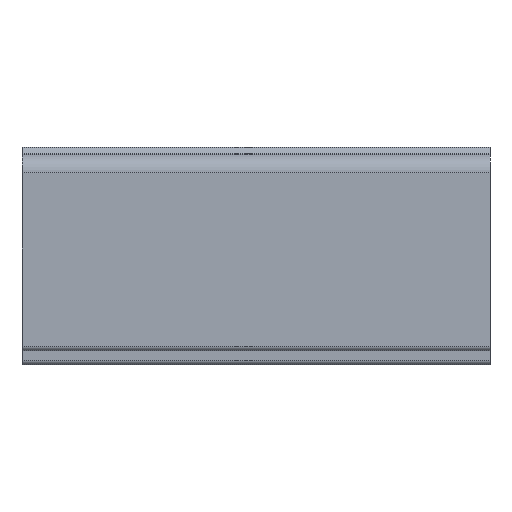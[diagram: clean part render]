
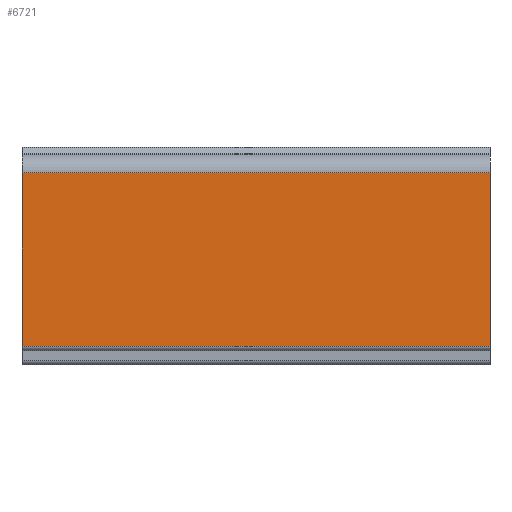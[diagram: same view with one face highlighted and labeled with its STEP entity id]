
A CAD part, front view. The second image highlights one B-rep face of the part: STEP entity #6721.
In plain terms, the highlighted planar face has unit normal (0, -1, 0).
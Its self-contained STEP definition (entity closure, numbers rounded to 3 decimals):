
#535=FACE_OUTER_BOUND('',#879,.T.);
#879=EDGE_LOOP('',(#5816,#5817,#5818,#5819));
#1422=LINE('',#10115,#2035);
#1890=LINE('',#11530,#2503);
#1891=LINE('',#11533,#2504);
#1892=LINE('',#11534,#2505);
#2035=VECTOR('',#7904,1.);
#2503=VECTOR('',#9472,1000.);
#2504=VECTOR('',#9475,1000.);
#2505=VECTOR('',#9476,1000.);
#2796=VERTEX_POINT('',#10112);
#2797=VERTEX_POINT('',#10114);
#3194=VERTEX_POINT('',#11528);
#3195=VERTEX_POINT('',#11532);
#3474=EDGE_CURVE('',#2797,#2796,#1422,.T.);
#4182=EDGE_CURVE('',#2796,#3194,#1890,.T.);
#4183=EDGE_CURVE('',#3194,#3195,#1891,.T.);
#4184=EDGE_CURVE('',#2797,#3195,#1892,.T.);
#5816=ORIENTED_EDGE('',*,*,#3474,.T.);
#5817=ORIENTED_EDGE('',*,*,#4182,.T.);
#5818=ORIENTED_EDGE('',*,*,#4183,.T.);
#5819=ORIENTED_EDGE('',*,*,#4184,.F.);
#6396=PLANE('',#7452);
#6721=ADVANCED_FACE('',(#535),#6396,.F.);
#7452=AXIS2_PLACEMENT_3D('',#11531,#9473,#9474);
#7904=DIRECTION('',(0.,0.,1.));
#9472=DIRECTION('',(-1.,0.,0.));
#9473=DIRECTION('center_axis',(0.,1.,0.));
#9474=DIRECTION('ref_axis',(0.,0.,1.));
#9475=DIRECTION('',(0.,0.,-1.));
#9476=DIRECTION('',(-1.,0.,0.));
#10112=CARTESIAN_POINT('',(100.,-129.989,-4.));
#10114=CARTESIAN_POINT('',(100.,-129.989,-41.));
#10115=CARTESIAN_POINT('',(100.,-129.989,-7.17));
#11528=CARTESIAN_POINT('',(0.,-129.989,-4.));
#11530=CARTESIAN_POINT('',(1000.,-129.989,-4.));
#11531=CARTESIAN_POINT('Origin',(1000.,-129.989,-4.));
#11532=CARTESIAN_POINT('',(0.,-129.989,-41.));
#11533=CARTESIAN_POINT('',(0.,-129.989,-4.));
#11534=CARTESIAN_POINT('',(1000.,-129.989,-41.));
